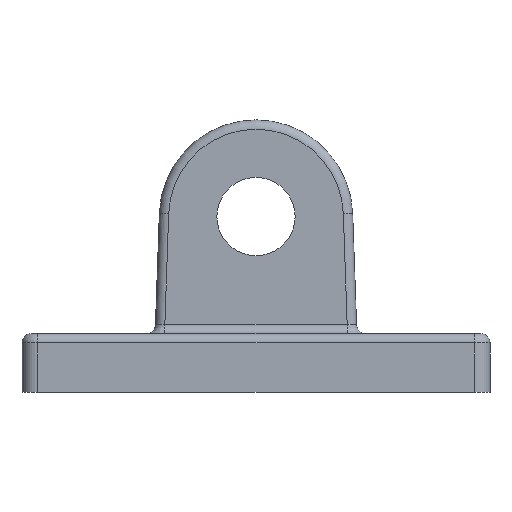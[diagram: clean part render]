
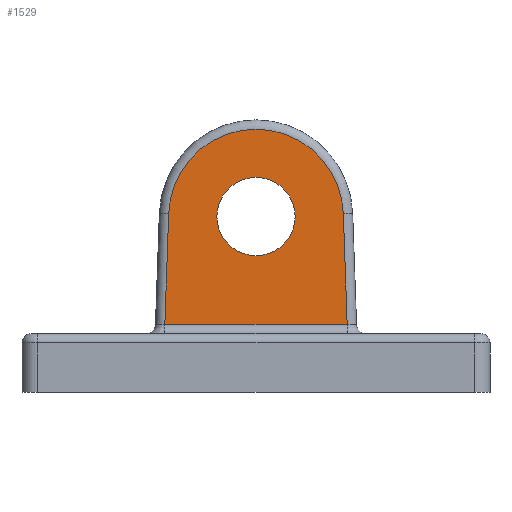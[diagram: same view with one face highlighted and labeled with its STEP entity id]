
A CAD part, left-side view. The second image highlights one B-rep face of the part: STEP entity #1529.
In plain terms, the highlighted planar face has unit normal (-1, 0, 0).
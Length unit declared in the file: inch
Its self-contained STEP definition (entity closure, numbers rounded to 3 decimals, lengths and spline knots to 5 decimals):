
#25 = ORIENTED_EDGE ( 'NONE', *, *, #1523, .T. ) ;
#32 = DIRECTION ( 'NONE',  ( 0., -1., 0. ) ) ;
#62 = DIRECTION ( 'NONE',  ( 1., 0., 0. ) ) ;
#112 = CARTESIAN_POINT ( 'NONE',  ( -0.375, 0., 1.125 ) ) ;
#179 = DIRECTION ( 'NONE',  ( 0., 0., -1. ) ) ;
#200 = CARTESIAN_POINT ( 'NONE',  ( -0.375, -0.55966, 1.14454 ) ) ;
#230 = VECTOR ( 'NONE', #695, 39.37008 ) ;
#252 = VERTEX_POINT ( 'NONE', #1300 ) ;
#338 = ORIENTED_EDGE ( 'NONE', *, *, #1157, .T. ) ;
#346 = ORIENTED_EDGE ( 'NONE', *, *, #1192, .T. ) ;
#362 = DIRECTION ( 'NONE',  ( 0., 0.035, -0.999 ) ) ;
#375 = DIRECTION ( 'NONE',  ( 0., 0., -1. ) ) ;
#380 = EDGE_LOOP ( 'NONE', ( #553, #346, #764, #338 ) ) ;
#448 = EDGE_CURVE ( 'NONE', #1156, #1402, #481, .T. ) ;
#481 = LINE ( 'NONE', #723, #826 ) ;
#526 = FACE_OUTER_BOUND ( 'NONE', #380, .T. ) ;
#553 = ORIENTED_EDGE ( 'NONE', *, *, #448, .T. ) ;
#554 = CARTESIAN_POINT ( 'NONE',  ( -0.375, 0., 1.125 ) ) ;
#593 = CARTESIAN_POINT ( 'NONE',  ( -0.375, 0., 1.125 ) ) ;
#672 = CARTESIAN_POINT ( 'NONE',  ( -0.375, 0., 1.376 ) ) ;
#675 = AXIS2_PLACEMENT_3D ( 'NONE', #554, #62, #179 ) ;
#695 = DIRECTION ( 'NONE',  ( 0., 0.035, 0.999 ) ) ;
#702 = DIRECTION ( 'NONE',  ( 1., 0., 0. ) ) ;
#723 = CARTESIAN_POINT ( 'NONE',  ( -0.375, 0.55966, 1.14454 ) ) ;
#724 = VERTEX_POINT ( 'NONE', #672 ) ;
#726 = EDGE_CURVE ( 'NONE', #1359, #724, #972, .T. ) ;
#754 = DIRECTION ( 'NONE',  ( -1., 0., 0. ) ) ;
#764 = ORIENTED_EDGE ( 'NONE', *, *, #1000, .T. ) ;
#768 = CARTESIAN_POINT ( 'NONE',  ( -0.375, 0., 0.874 ) ) ;
#820 = VECTOR ( 'NONE', #32, 39.37008 ) ;
#826 = VECTOR ( 'NONE', #362, 39.37008 ) ;
#840 = AXIS2_PLACEMENT_3D ( 'NONE', #1109, #754, #375 ) ;
#842 = PLANE ( 'NONE',  #1384 ) ;
#867 = LINE ( 'NONE', #200, #230 ) ;
#876 = VERTEX_POINT ( 'NONE', #938 ) ;
#886 = ORIENTED_EDGE ( 'NONE', *, *, #726, .T. ) ;
#938 = CARTESIAN_POINT ( 'NONE',  ( -0.375, -0.55966, 1.14454 ) ) ;
#970 = CARTESIAN_POINT ( 'NONE',  ( -0.375, 0.55966, 1.14454 ) ) ;
#972 = CIRCLE ( 'NONE', #675, 0.251 ) ;
#1000 = EDGE_CURVE ( 'NONE', #252, #876, #867, .T. ) ;
#1007 = AXIS2_PLACEMENT_3D ( 'NONE', #593, #1177, #1435 ) ;
#1109 = CARTESIAN_POINT ( 'NONE',  ( -0.375, 0., 1.125 ) ) ;
#1156 = VERTEX_POINT ( 'NONE', #970 ) ;
#1157 = EDGE_CURVE ( 'NONE', #876, #1156, #1486, .T. ) ;
#1177 = DIRECTION ( 'NONE',  ( 1., 0., 0. ) ) ;
#1192 = EDGE_CURVE ( 'NONE', #1402, #252, #1464, .T. ) ;
#1200 = FACE_BOUND ( 'NONE', #1374, .T. ) ;
#1294 = CIRCLE ( 'NONE', #1007, 0.251 ) ;
#1300 = CARTESIAN_POINT ( 'NONE',  ( -0.375, -0.58444, 0.435 ) ) ;
#1359 = VERTEX_POINT ( 'NONE', #768 ) ;
#1374 = EDGE_LOOP ( 'NONE', ( #25, #886 ) ) ;
#1384 = AXIS2_PLACEMENT_3D ( 'NONE', #112, #702, #1556 ) ;
#1402 = VERTEX_POINT ( 'NONE', #1504 ) ;
#1435 = DIRECTION ( 'NONE',  ( 0., 0., -1. ) ) ;
#1464 = LINE ( 'NONE', #1488, #820 ) ;
#1486 = CIRCLE ( 'NONE', #840, 0.56 ) ;
#1488 = CARTESIAN_POINT ( 'NONE',  ( -0.375, -0.58653, 0.435 ) ) ;
#1504 = CARTESIAN_POINT ( 'NONE',  ( -0.375, 0.58444, 0.435 ) ) ;
#1523 = EDGE_CURVE ( 'NONE', #724, #1359, #1294, .T. ) ;
#1529 = ADVANCED_FACE ( 'NONE', ( #526, #1200 ), #842, .F. ) ;
#1556 = DIRECTION ( 'NONE',  ( 0., 0., -1. ) ) ;
